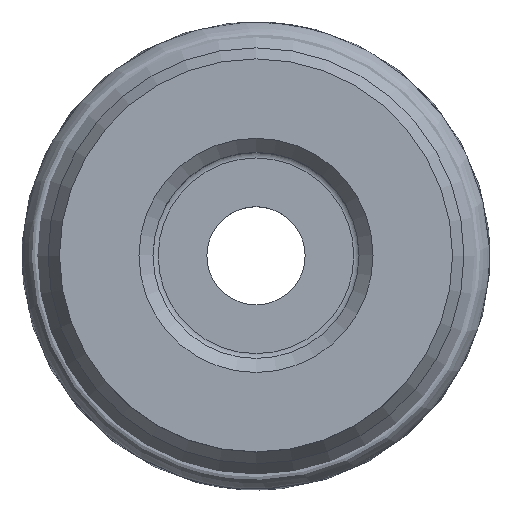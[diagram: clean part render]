
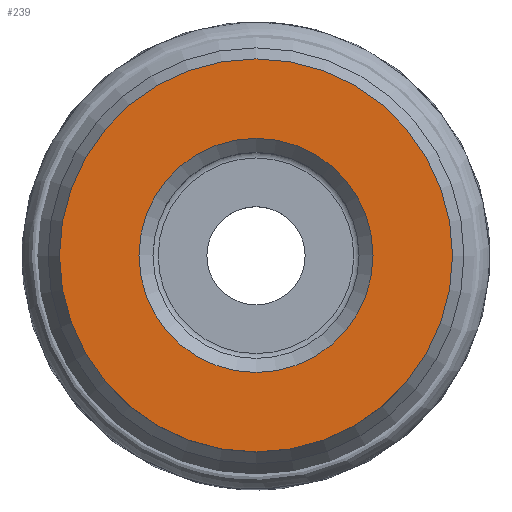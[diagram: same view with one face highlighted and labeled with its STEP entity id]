
A CAD part, top view. The second image highlights one B-rep face of the part: STEP entity #239.
In plain terms, the highlighted planar face has unit normal (0, 0, 1).
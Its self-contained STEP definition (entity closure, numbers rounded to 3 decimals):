
#98=PLANE('',#428);
#104=EDGE_LOOP('',(#144));
#105=EDGE_LOOP('',(#145));
#144=ORIENTED_EDGE('',*,*,#184,.F.);
#145=ORIENTED_EDGE('',*,*,#185,.T.);
#184=EDGE_CURVE('',#304,#304,#204,.T.);
#185=EDGE_CURVE('',#305,#305,#205,.T.);
#204=CIRCLE('',#426,12.505);
#205=CIRCLE('',#427,21.);
#239=ADVANCED_FACE('',(#262,#263),#98,.T.);
#262=FACE_BOUND('',#104,.T.);
#263=FACE_BOUND('',#105,.T.);
#304=VERTEX_POINT('',#10524);
#305=VERTEX_POINT('',#10526);
#426=AXIS2_PLACEMENT_3D('',#10523,#492,#493);
#427=AXIS2_PLACEMENT_3D('',#10525,#494,#495);
#428=AXIS2_PLACEMENT_3D('',#10527,#496,#497);
#492=DIRECTION('',(0.,0.,1.));
#493=DIRECTION('',(1.,0.,0.));
#494=DIRECTION('',(0.,0.,1.));
#495=DIRECTION('',(1.,0.,0.));
#496=DIRECTION('',(0.,0.,1.));
#497=DIRECTION('',(1.,0.,0.));
#10523=CARTESIAN_POINT('',(0.,0.,0.));
#10524=CARTESIAN_POINT('',(12.505,0.,0.));
#10525=CARTESIAN_POINT('',(0.,0.,0.));
#10526=CARTESIAN_POINT('',(21.,0.,0.));
#10527=CARTESIAN_POINT('',(0.,21.,0.));
